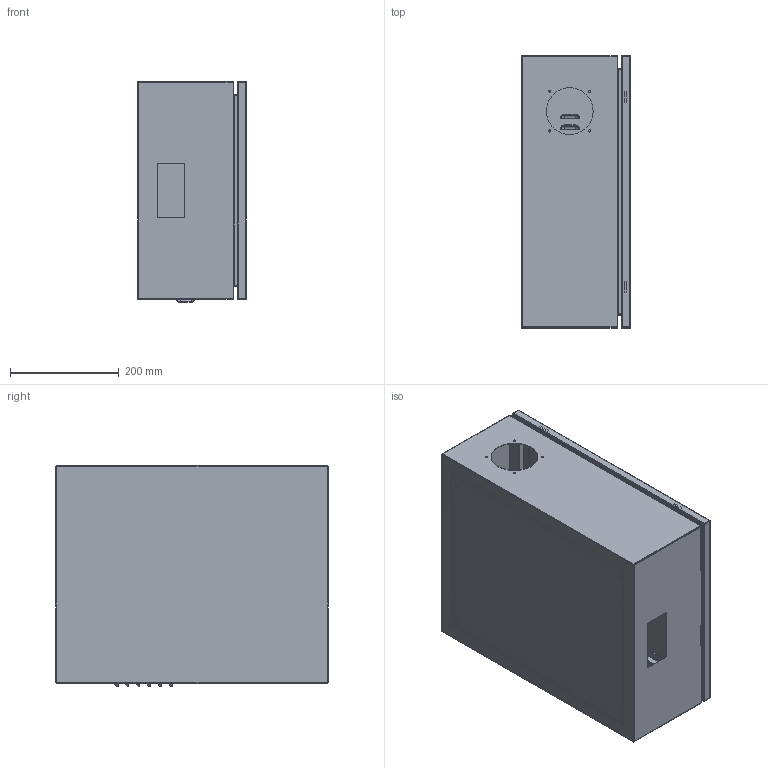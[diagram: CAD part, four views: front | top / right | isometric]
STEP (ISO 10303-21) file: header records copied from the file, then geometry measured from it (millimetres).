
FILE_DESCRIPTION (( 'STEP AP214' ), '1' );
FILE_NAME ('Assem cabinets_Simple.STEP', '2022-07-29T01:13:51', ( '' ), ( '' ), 'SwSTEP 2.0', 'SolidWorks 2020', '' );
FILE_SCHEMA (( 'AUTOMOTIVE_DESIGN' ));
Length unit declared in the file: millimetre
Products named in the file (3): 2; Assem cabinets_Simple; cabinets2
Assembly tree (2 placements, depth 2):
  Assem cabinets_Simple
    cabinets2
    2
Bounding box: 200 x 500.03 x 406 mm (x, y, z)
Volume: 1038452 mm3; surface area: 2053960.8 mm2
Topology: 10 solids, 10 shells, 494 faces, 1118 edges, 648 vertices
Faces by surface type: plane 244, cylinder 154, bspline 48, torus 24, sphere 24
Entity records: 16166 total; most frequent: CARTESIAN_POINT 4905, DIRECTION 2244, ORIENTED_EDGE 2236, EDGE_CURVE 1118, AXIS2_PLACEMENT_3D 771, VECTOR 702, LINE 702, VERTEX_POINT 648
